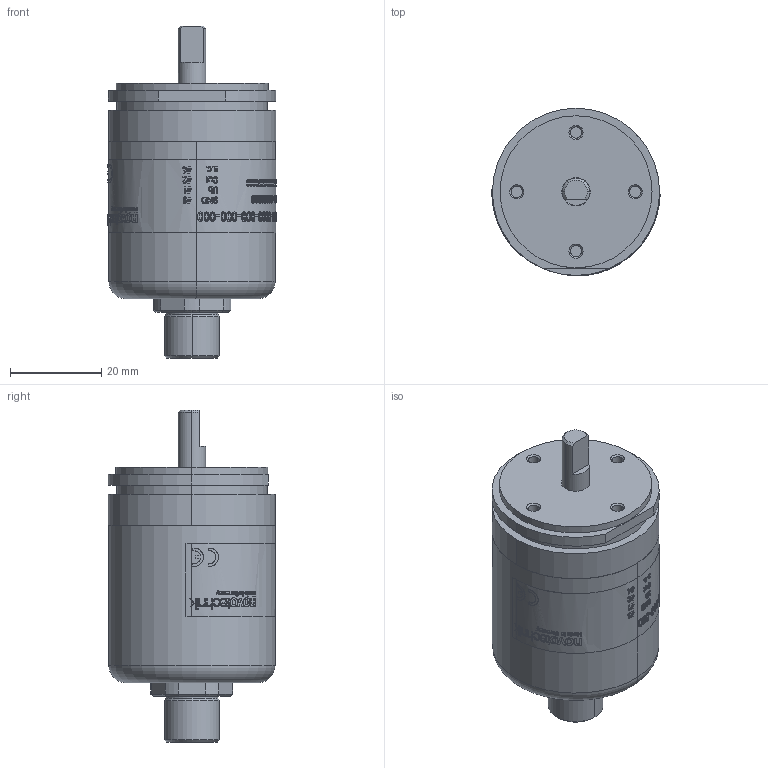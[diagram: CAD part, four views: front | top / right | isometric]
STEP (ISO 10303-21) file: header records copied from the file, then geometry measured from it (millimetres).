
FILE_DESCRIPTION (( 'STEP AP214' ), '1' );
FILE_NAME ('R_B-3601-____-____-FM_.STEP', '2016-07-20T11:41:40', ( 'dummy' ), ( 'Microsoft' ), 'SwSTEP 2.0', 'SolidWorks 2014', '' );
FILE_SCHEMA (( 'AUTOMOTIVE_DESIGN' ));
Length unit declared in the file: millimetre
Products named in the file (1): R_B-3601-____-____-FM_
Bounding box: 36.89 x 36.68 x 72.8 mm (x, y, z)
Surface area: 10508.8 mm2 (no closed solid volume)
Topology: 0 solids, 23 shells, 805 faces, 4107 edges, 3173 vertices
Faces by surface type: bspline 320, plane 243, cylinder 214, cone 22, torus 6
Entity records: 78648 total; most frequent: CARTESIAN_POINT 43676, ORIENTED_EDGE 5668, EDGE_CURVE 4107, DIRECTION 3296, VERTEX_POINT 3173, B_SPLINE_CURVE_WITH_KNOTS 2406, AXIS2_PLACEMENT_3D 1113, LINE 1070
